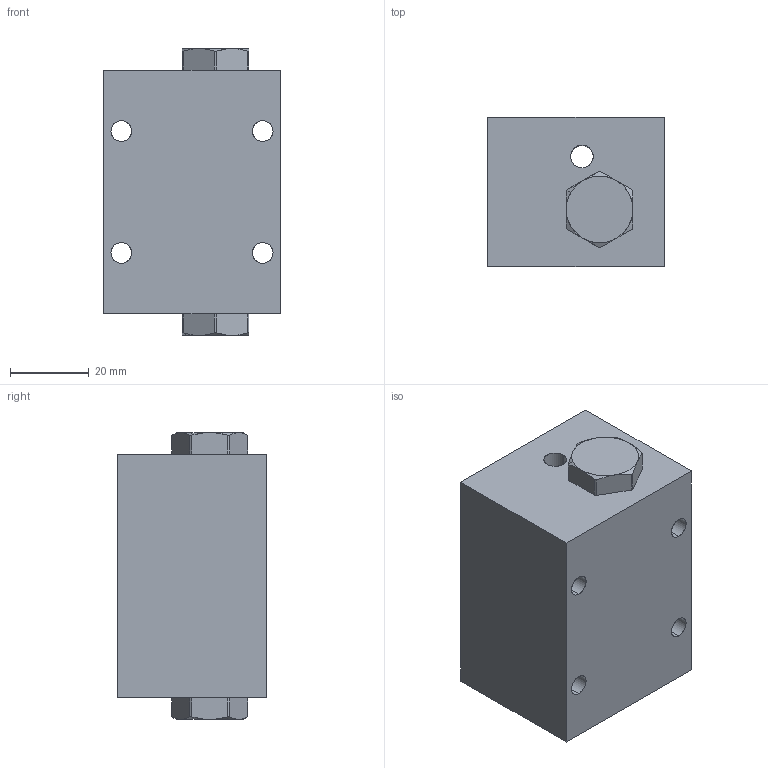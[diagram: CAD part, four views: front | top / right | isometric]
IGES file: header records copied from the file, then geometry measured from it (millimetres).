
Start section: SolidWorks IGES file using analytic representation for surfaces
Global section: file name: V08000002.igs; native system: SolidWorks 2014; preprocessor: SolidWorks 2014; author: serviziopdm; date: 160718.135805; units: millimetre
Bounding box: 45 x 38 x 73 mm (x, y, z)
Surface area: 17805.5 mm2 (no closed solid volume)
Topology: 0 solids, 0 shells, 58 faces, 840 edges, 840 vertices
Faces by surface type: revolution 38, bspline 20
